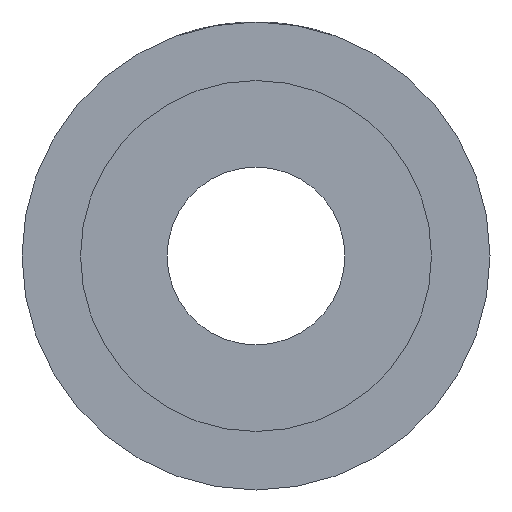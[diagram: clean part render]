
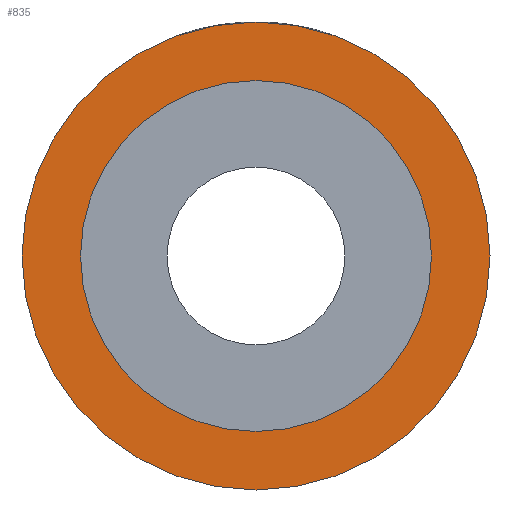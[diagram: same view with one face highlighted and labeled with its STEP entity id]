
A CAD part, front view. The second image highlights one B-rep face of the part: STEP entity #835.
In plain terms, the highlighted planar face has unit normal (0, -1, 0).
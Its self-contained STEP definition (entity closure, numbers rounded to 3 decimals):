
#21 = VERTEX_POINT ( 'NONE', #339 ) ;
#84 = DIRECTION ( 'NONE',  ( 0., 0., 1. ) ) ;
#88 = EDGE_LOOP ( 'NONE', ( #118, #754 ) ) ;
#89 = AXIS2_PLACEMENT_3D ( 'NONE', #195, #293, #397 ) ;
#110 = CIRCLE ( 'NONE', #217, 3.75 ) ;
#118 = ORIENTED_EDGE ( 'NONE', *, *, #446, .F. ) ;
#122 = CARTESIAN_POINT ( 'NONE',  ( 0., 0., 5. ) ) ;
#189 = EDGE_CURVE ( 'NONE', #1135, #953, #520, .T. ) ;
#195 = CARTESIAN_POINT ( 'NONE',  ( 0., 0., 0. ) ) ;
#217 = AXIS2_PLACEMENT_3D ( 'NONE', #445, #856, #847 ) ;
#293 = DIRECTION ( 'NONE',  ( 0., -1., 0. ) ) ;
#335 = DIRECTION ( 'NONE',  ( 0., 1., 0. ) ) ;
#339 = CARTESIAN_POINT ( 'NONE',  ( 0., 0., 3.75 ) ) ;
#397 = DIRECTION ( 'NONE',  ( 0., 0., -1. ) ) ;
#442 = CARTESIAN_POINT ( 'NONE',  ( 0., 0., 0. ) ) ;
#445 = CARTESIAN_POINT ( 'NONE',  ( 0., 0., 0. ) ) ;
#446 = EDGE_CURVE ( 'NONE', #953, #1135, #1001, .T. ) ;
#461 = CARTESIAN_POINT ( 'NONE',  ( 0., 0., -5. ) ) ;
#481 = EDGE_CURVE ( 'NONE', #651, #21, #730, .T. ) ;
#520 = CIRCLE ( 'NONE', #1197, 5. ) ;
#551 = CARTESIAN_POINT ( 'NONE',  ( 0., 0., -3.75 ) ) ;
#568 = EDGE_CURVE ( 'NONE', #21, #651, #110, .T. ) ;
#651 = VERTEX_POINT ( 'NONE', #551 ) ;
#730 = CIRCLE ( 'NONE', #89, 3.75 ) ;
#747 = FACE_OUTER_BOUND ( 'NONE', #88, .T. ) ;
#750 = DIRECTION ( 'NONE',  ( 0., 0., 1. ) ) ;
#754 = ORIENTED_EDGE ( 'NONE', *, *, #189, .F. ) ;
#782 = CARTESIAN_POINT ( 'NONE',  ( 0., 0., 0. ) ) ;
#790 = EDGE_LOOP ( 'NONE', ( #1004, #1114 ) ) ;
#802 = DIRECTION ( 'NONE',  ( 0., 1., 0. ) ) ;
#835 = ADVANCED_FACE ( 'NONE', ( #954, #747 ), #1052, .F. ) ;
#847 = DIRECTION ( 'NONE',  ( 0., 0., -1. ) ) ;
#856 = DIRECTION ( 'NONE',  ( 0., -1., 0. ) ) ;
#882 = DIRECTION ( 'NONE',  ( 0., 1., 0. ) ) ;
#953 = VERTEX_POINT ( 'NONE', #461 ) ;
#954 = FACE_BOUND ( 'NONE', #790, .T. ) ;
#1001 = CIRCLE ( 'NONE', #1251, 5. ) ;
#1004 = ORIENTED_EDGE ( 'NONE', *, *, #568, .F. ) ;
#1045 = AXIS2_PLACEMENT_3D ( 'NONE', #442, #335, #750 ) ;
#1052 = PLANE ( 'NONE',  #1045 ) ;
#1083 = DIRECTION ( 'NONE',  ( 0., 0., 1. ) ) ;
#1114 = ORIENTED_EDGE ( 'NONE', *, *, #481, .F. ) ;
#1135 = VERTEX_POINT ( 'NONE', #122 ) ;
#1191 = CARTESIAN_POINT ( 'NONE',  ( 0., 0., 0. ) ) ;
#1197 = AXIS2_PLACEMENT_3D ( 'NONE', #782, #882, #1083 ) ;
#1251 = AXIS2_PLACEMENT_3D ( 'NONE', #1191, #802, #84 ) ;
